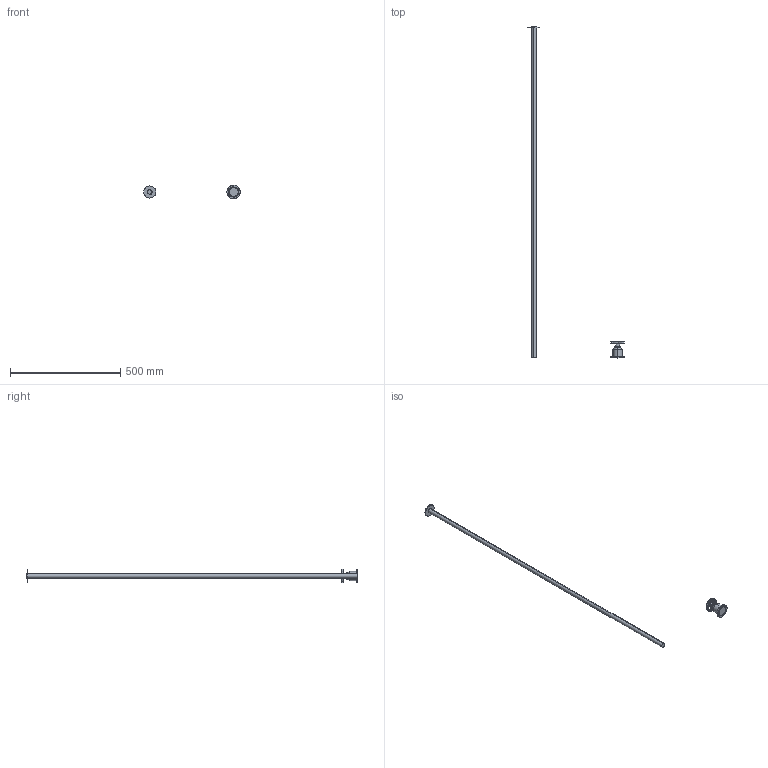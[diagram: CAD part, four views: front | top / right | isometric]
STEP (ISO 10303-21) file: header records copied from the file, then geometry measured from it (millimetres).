
FILE_DESCRIPTION (( 'STEP AP203' ), '1' );
FILE_NAME ('33033.STEP', '2026-01-19T13:59:18', ( '' ), ( '' ), 'SwSTEP 2.0', 'SolidWorks 2018', '' );
FILE_SCHEMA (( 'CONFIG_CONTROL_DESIGN' ));
Length unit declared in the file: millimetre
Products named in the file (6): LAVABO SOFFITTO; contenitore cart. diam.35; maniglia_5; ghiera premicartuccia incassio; 912; 33033
Assembly tree (5 placements, depth 2):
  33033
    contenitore cart. diam.35
    912
    ghiera premicartuccia incassio
    maniglia_5
    LAVABO SOFFITTO
Bounding box: 436.83 x 1505 x 59.99 mm (x, y, z)
Volume: 562813.2 mm3; surface area: 126672.7 mm2
Topology: 7 solids, 7 shells, 409 faces, 1146 edges, 745 vertices
Faces by surface type: cylinder 214, cone 112, plane 47, torus 25, sphere 6, bspline 5
Entity records: 17750 total; most frequent: CARTESIAN_POINT 6487, DIRECTION 2400, ORIENTED_EDGE 2280, EDGE_CURVE 1140, AXIS2_PLACEMENT_3D 1115, VERTEX_POINT 745, CIRCLE 703, EDGE_LOOP 421
